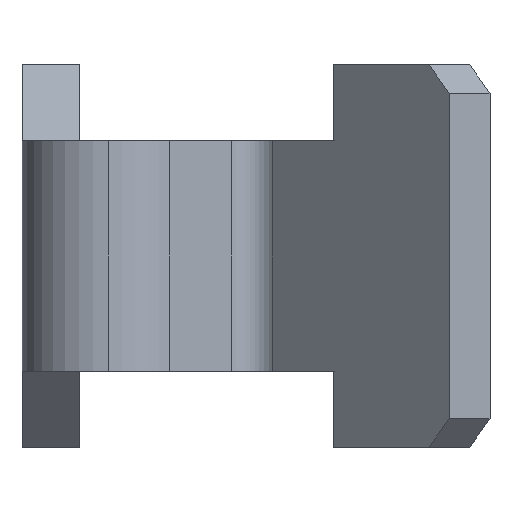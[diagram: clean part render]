
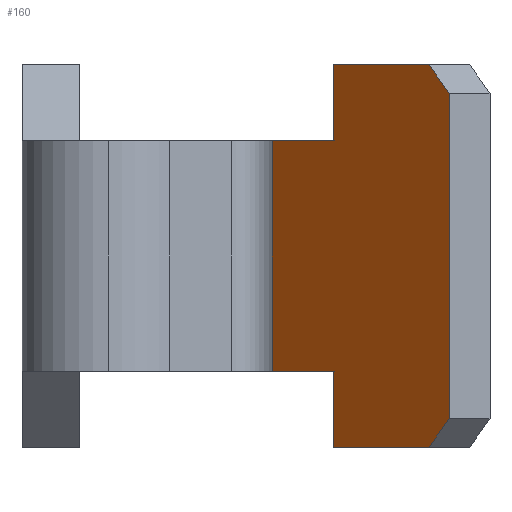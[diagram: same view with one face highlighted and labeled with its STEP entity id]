
A CAD part, left-side view. The second image highlights one B-rep face of the part: STEP entity #160.
In plain terms, the highlighted planar face has unit normal (-0.707, 0.707, 0).
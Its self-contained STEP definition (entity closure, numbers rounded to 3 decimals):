
#109 = VERTEX_POINT ( 'NONE', #727 ) ;
#111 = EDGE_CURVE ( 'NONE', #173, #472, #708, .T. ) ;
#141 = EDGE_CURVE ( 'NONE', #109, #164, #780, .T. ) ;
#142 = VERTEX_POINT ( 'NONE', #784 ) ;
#143 = EDGE_CURVE ( 'NONE', #109, #175, #773, .T. ) ;
#144 = VERTEX_POINT ( 'NONE', #785 ) ;
#145 = VERTEX_POINT ( 'NONE', #775 ) ;
#146 = EDGE_CURVE ( 'NONE', #142, #175, #783, .T. ) ;
#148 = ORIENTED_EDGE ( 'NONE', *, *, #146, .F. ) ;
#149 = EDGE_CURVE ( 'NONE', #142, #145, #774, .T. ) ;
#151 = EDGE_CURVE ( 'NONE', #476, #165, #818, .T. ) ;
#152 = EDGE_CURVE ( 'NONE', #145, #144, #824, .T. ) ;
#154 = ORIENTED_EDGE ( 'NONE', *, *, #141, .F. ) ;
#157 = ORIENTED_EDGE ( 'NONE', *, *, #152, .T. ) ;
#158 = ORIENTED_EDGE ( 'NONE', *, *, #469, .T. ) ;
#159 = ORIENTED_EDGE ( 'NONE', *, *, #143, .T. ) ;
#160 = ADVANCED_FACE ( 'NONE', ( #829 ), #819, .T. ) ;
#162 = ORIENTED_EDGE ( 'NONE', *, *, #111, .F. ) ;
#163 = EDGE_CURVE ( 'NONE', #164, #173, #808, .T. ) ;
#164 = VERTEX_POINT ( 'NONE', #863 ) ;
#165 = VERTEX_POINT ( 'NONE', #862 ) ;
#166 = ORIENTED_EDGE ( 'NONE', *, *, #163, .F. ) ;
#171 = ORIENTED_EDGE ( 'NONE', *, *, #149, .T. ) ;
#173 = VERTEX_POINT ( 'NONE', #846 ) ;
#175 = VERTEX_POINT ( 'NONE', #845 ) ;
#176 = EDGE_LOOP ( 'NONE', ( #162, #166, #154, #159, #148, #171, #157, #207, #205, #158 ) ) ;
#205 = ORIENTED_EDGE ( 'NONE', *, *, #151, .F. ) ;
#206 = EDGE_CURVE ( 'NONE', #165, #144, #868, .T. ) ;
#207 = ORIENTED_EDGE ( 'NONE', *, *, #206, .F. ) ;
#469 = EDGE_CURVE ( 'NONE', #476, #472, #1347, .T. ) ;
#472 = VERTEX_POINT ( 'NONE', #1337 ) ;
#476 = VERTEX_POINT ( 'NONE', #1336 ) ;
#706 = DIRECTION ( 'NONE',  ( 0.707, 0.707, 0. ) ) ;
#707 = VECTOR ( 'NONE', #706, 1000. ) ;
#708 = LINE ( 'NONE', #710, #707 ) ;
#710 = CARTESIAN_POINT ( 'NONE',  ( -7.945, -7.998, -4. ) ) ;
#727 = CARTESIAN_POINT ( 'NONE',  ( -14.097, -14.149, -6.65 ) ) ;
#772 = CARTESIAN_POINT ( 'NONE',  ( -15.723, -15.776, -4.35 ) ) ;
#773 = LINE ( 'NONE', #772, #831 ) ;
#774 = LINE ( 'NONE', #822, #821 ) ;
#775 = CARTESIAN_POINT ( 'NONE',  ( -14.097, -14.149, 6.65 ) ) ;
#776 = DIRECTION ( 'NONE',  ( -0.5, -0.5, 0.707 ) ) ;
#777 = DIRECTION ( 'NONE',  ( 0.707, 0.707, 0. ) ) ;
#778 = VECTOR ( 'NONE', #777, 1000. ) ;
#779 = CARTESIAN_POINT ( 'NONE',  ( -7.945, -7.998, -6.65 ) ) ;
#780 = LINE ( 'NONE', #779, #778 ) ;
#783 = LINE ( 'NONE', #827, #826 ) ;
#784 = CARTESIAN_POINT ( 'NONE',  ( -14.804, -14.857, 5.65 ) ) ;
#785 = CARTESIAN_POINT ( 'NONE',  ( -10.773, -10.826, 6.65 ) ) ;
#786 = AXIS2_PLACEMENT_3D ( 'NONE', #828, #803, #865 ) ;
#803 = DIRECTION ( 'NONE',  ( -0.707, 0.707, 0. ) ) ;
#808 = LINE ( 'NONE', #861, #860 ) ;
#813 = VECTOR ( 'NONE', #814, 1000. ) ;
#814 = DIRECTION ( 'NONE',  ( 0.707, 0.707, 0. ) ) ;
#815 = CARTESIAN_POINT ( 'NONE',  ( -7.945, -7.998, 6.65 ) ) ;
#816 = DIRECTION ( 'NONE',  ( -0.707, -0.707, 0. ) ) ;
#817 = VECTOR ( 'NONE', #816, 1000. ) ;
#818 = LINE ( 'NONE', #823, #817 ) ;
#819 = PLANE ( 'NONE',  #786 ) ;
#820 = DIRECTION ( 'NONE',  ( 0.5, 0.5, 0.707 ) ) ;
#821 = VECTOR ( 'NONE', #820, 1000. ) ;
#822 = CARTESIAN_POINT ( 'NONE',  ( -11.021, -11.074, 11. ) ) ;
#823 = CARTESIAN_POINT ( 'NONE',  ( -7.945, -7.998, 4. ) ) ;
#824 = LINE ( 'NONE', #815, #813 ) ;
#825 = DIRECTION ( 'NONE',  ( 0., 0., -1. ) ) ;
#826 = VECTOR ( 'NONE', #825, 1000. ) ;
#827 = CARTESIAN_POINT ( 'NONE',  ( -14.804, -14.857, 6.65 ) ) ;
#828 = CARTESIAN_POINT ( 'NONE',  ( -7.945, -7.998, 6.65 ) ) ;
#829 = FACE_OUTER_BOUND ( 'NONE', #176, .T. ) ;
#831 = VECTOR ( 'NONE', #776, 1000. ) ;
#843 = CARTESIAN_POINT ( 'NONE',  ( -10.773, -10.826, 6.65 ) ) ;
#845 = CARTESIAN_POINT ( 'NONE',  ( -14.804, -14.857, -5.65 ) ) ;
#846 = CARTESIAN_POINT ( 'NONE',  ( -10.773, -10.826, -4. ) ) ;
#859 = DIRECTION ( 'NONE',  ( 0., 0., 1. ) ) ;
#860 = VECTOR ( 'NONE', #859, 1000. ) ;
#861 = CARTESIAN_POINT ( 'NONE',  ( -10.773, -10.826, 6.65 ) ) ;
#862 = CARTESIAN_POINT ( 'NONE',  ( -10.773, -10.826, 4. ) ) ;
#863 = CARTESIAN_POINT ( 'NONE',  ( -10.773, -10.826, -6.65 ) ) ;
#865 = DIRECTION ( 'NONE',  ( -0.707, -0.707, 0. ) ) ;
#868 = LINE ( 'NONE', #843, #916 ) ;
#912 = DIRECTION ( 'NONE',  ( 0., 0., 1. ) ) ;
#916 = VECTOR ( 'NONE', #912, 1000. ) ;
#1336 = CARTESIAN_POINT ( 'NONE',  ( -8.652, -8.705, 4. ) ) ;
#1337 = CARTESIAN_POINT ( 'NONE',  ( -8.652, -8.705, -4. ) ) ;
#1344 = DIRECTION ( 'NONE',  ( 0., 0., -1. ) ) ;
#1345 = VECTOR ( 'NONE', #1344, 1000. ) ;
#1346 = CARTESIAN_POINT ( 'NONE',  ( -8.652, -8.705, 6.65 ) ) ;
#1347 = LINE ( 'NONE', #1346, #1345 ) ;
